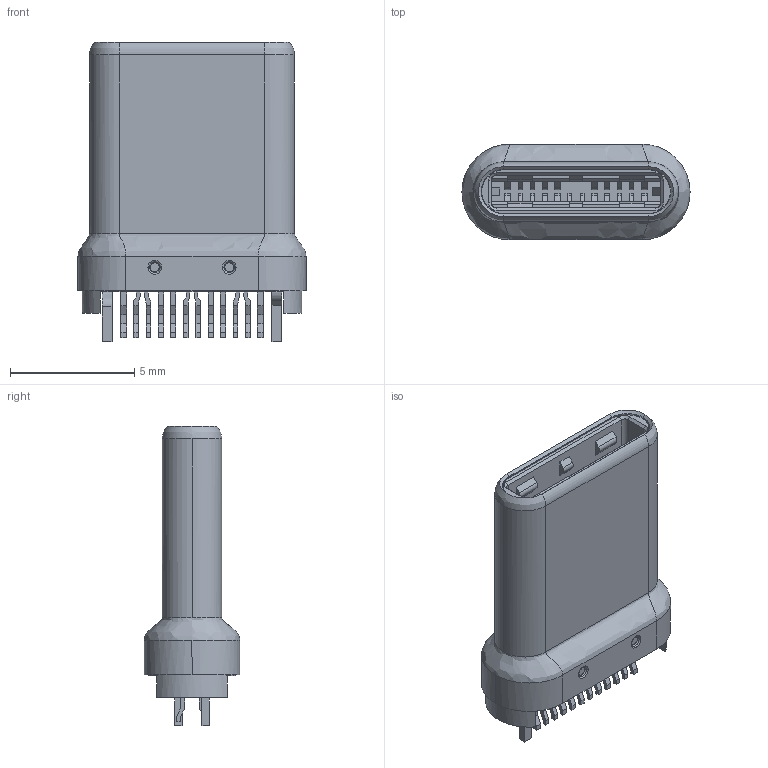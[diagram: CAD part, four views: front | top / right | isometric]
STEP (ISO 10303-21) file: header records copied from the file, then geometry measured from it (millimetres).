
FILE_DESCRIPTION (( 'STEP AP214' ), '1' );
FILE_NAME ('Molex 105444-0001.STEP', '2021-03-28T01:50:49', ( '' ), ( '' ), 'SwSTEP 2.0', 'SolidWorks 2018', '' );
FILE_SCHEMA (( 'AUTOMOTIVE_DESIGN' ));
Length unit declared in the file: millimetre
Products named in the file (1): Molex 105444-0001
Bounding box: 9.18 x 3.84 x 12.04 mm (x, y, z)
Volume: 185.2 mm3; surface area: 410.8 mm2
Topology: 1 solids, 1 shells, 653 faces, 1730 edges, 1137 vertices
Faces by surface type: plane 558, cylinder 62, torus 16, bspline 10, cone 7
Entity records: 23172 total; most frequent: CARTESIAN_POINT 4725, ORIENTED_EDGE 3460, DIRECTION 3167, EDGE_CURVE 1730, VECTOR 1535, LINE 1535, VERTEX_POINT 1137, AXIS2_PLACEMENT_3D 816
